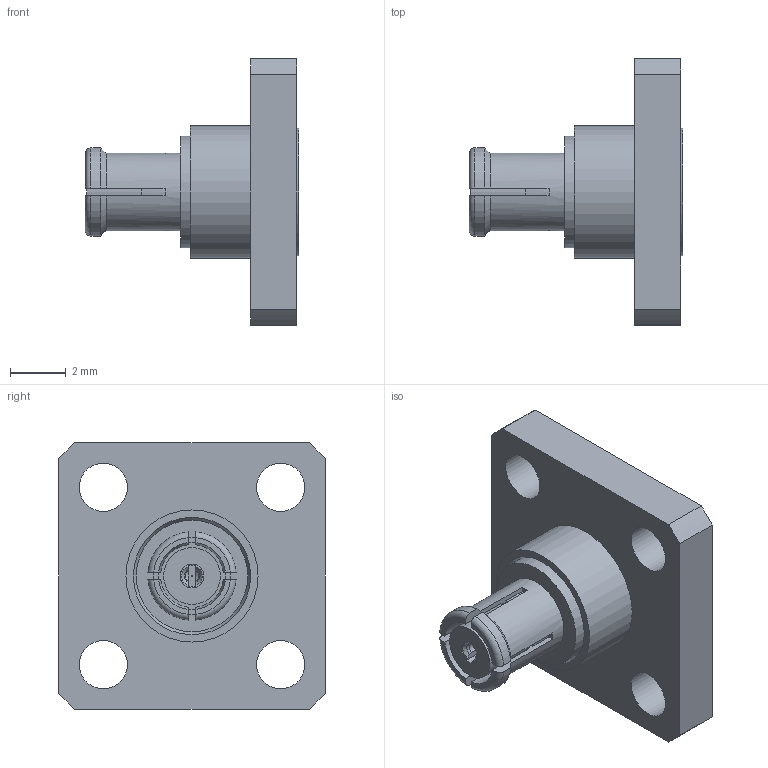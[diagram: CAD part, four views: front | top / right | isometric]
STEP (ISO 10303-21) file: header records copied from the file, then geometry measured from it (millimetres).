
FILE_DESCRIPTION(/* description */ (''),/* implementation_level */ '2;1');
FILE_NAME(/* name */ 'MMSP-19501-MECH-REV-.stp',/* time_stamp */ '2022-11-15T14:53:13-08:00',/* author */ ('MTorres'),/* organization */ (''),/* preprocessor_version */ 'ST-DEVELOPER v19.2',/* originating_system */ 'Autodesk Inventor 2023',/* authorisation */ '');
FILE_SCHEMA (('AUTOMOTIVE_DESIGN { 1 0 10303 214 3 1 1 }'));
Length unit declared in the file: inch
Products named in the file (1): MMSP-19501_Simplify_1
Bounding box: 7.65 x 9.53 x 9.53 mm (x, y, z)
Volume: 192.2 mm3; surface area: 463.6 mm2
Topology: 1 solids, 1 shells, 126 faces, 357 edges, 234 vertices
Faces by surface type: plane 48, cylinder 41, cone 25, torus 12
Full cylindrical faces by diameter (mm): 0.406 x1, 0.638 x1, 0.711 x2, 0.762 x1, 0.77 x2, 0.851 x1, 1.727 x4, 1.943 x1, 1.981 x2, 2.032 x1, 2.4 x2, 2.408 x1, 2.786 x1, 3.99 x1, 4.572 x1, 4.724 x1
Entity records: 4272 total; most frequent: CARTESIAN_POINT 936, ORIENTED_EDGE 710, DIRECTION 693, EDGE_CURVE 355, AXIS2_PLACEMENT_3D 269, VERTEX_POINT 234, LINE 155, VECTOR 155
